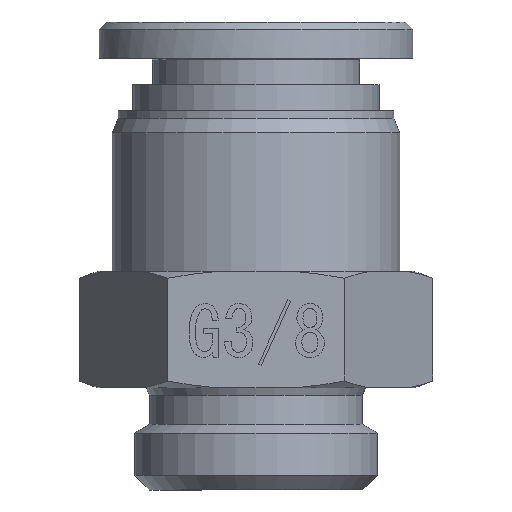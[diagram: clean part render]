
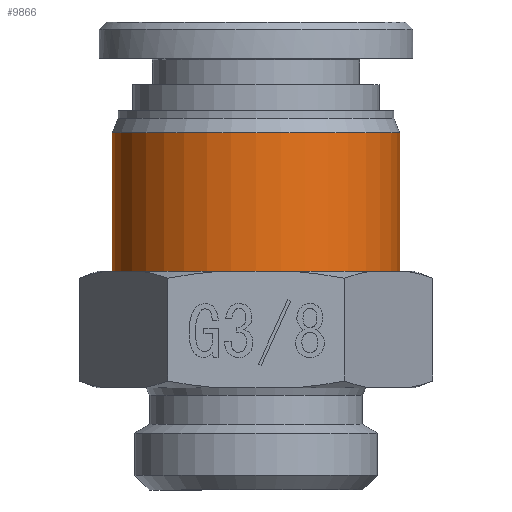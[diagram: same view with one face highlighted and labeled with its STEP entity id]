
A CAD part, front view. The second image highlights one B-rep face of the part: STEP entity #9866.
In plain terms, the highlighted cylindrical face has radius 9.85 mm (diameter 19.7 mm), a full revolution.
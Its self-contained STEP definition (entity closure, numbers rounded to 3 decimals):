
#9835=CARTESIAN_POINT('',(-9.85,15.0,0.0));
#9836=VERTEX_POINT('',#9835);
#9837=CARTESIAN_POINT('',(0.,15.,0.0));
#9838=DIRECTION('',(0.0,1.0,0.0));
#9839=DIRECTION('',(-1.0,0.0,0.0));
#9840=AXIS2_PLACEMENT_3D('',#9837,#9838,#9839);
#9841=CIRCLE('',#9840,9.85);
#9842=EDGE_CURVE('',#9836,#9836,#9841,.T.);
#9847=CARTESIAN_POINT('',(0.,19.75,0.0));
#9848=DIRECTION('',(0.,1.0,0.0));
#9849=DIRECTION('',(-1.0,0.0,0.0));
#9850=AXIS2_PLACEMENT_3D('',#9847,#9848,#9849);
#9851=CYLINDRICAL_SURFACE('',#9850,9.85);
#9852=CARTESIAN_POINT('',(-9.85,24.5,0.0));
#9853=VERTEX_POINT('',#9852);
#9854=CARTESIAN_POINT('',(0.,24.5,0.0));
#9855=DIRECTION('',(0.0,1.0,0.0));
#9856=DIRECTION('',(-1.0,0.0,0.0));
#9857=AXIS2_PLACEMENT_3D('',#9854,#9855,#9856);
#9858=CIRCLE('',#9857,9.85);
#9859=EDGE_CURVE('',#9853,#9853,#9858,.T.);
#9860=ORIENTED_EDGE('',*,*,#9859,.F.);
#9861=EDGE_LOOP('',(#9860));
#9862=FACE_OUTER_BOUND('',#9861,.T.);
#9863=ORIENTED_EDGE('',*,*,#9842,.T.);
#9864=EDGE_LOOP('',(#9863));
#9865=FACE_BOUND('',#9864,.T.);
#9866=ADVANCED_FACE('',(#9862,#9865),#9851,.T.);
